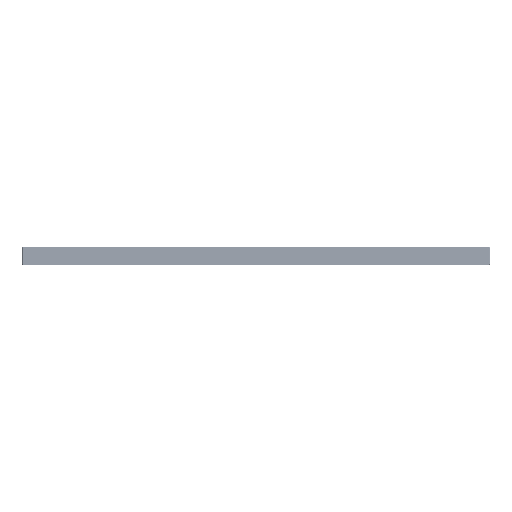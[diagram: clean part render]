
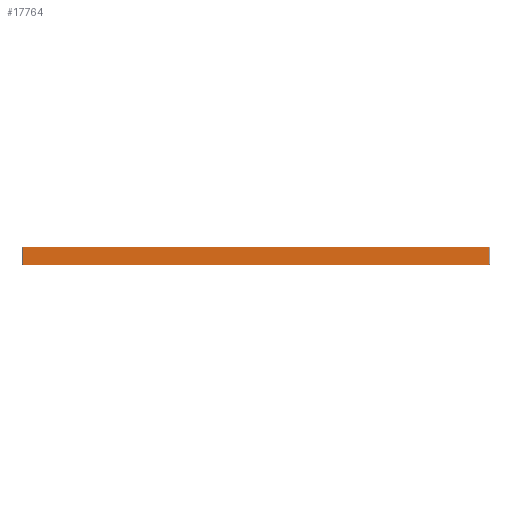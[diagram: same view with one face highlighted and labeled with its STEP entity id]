
A CAD part, front view. The second image highlights one B-rep face of the part: STEP entity #17764.
In plain terms, the highlighted planar face has unit normal (0, -1, 0).
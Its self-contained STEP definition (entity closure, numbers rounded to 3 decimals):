
#11117=FACE_OUTER_BOUND('',#38756,.T.);
#17764=ADVANCED_FACE('',(#11117),#25560,.T.);
#25560=PLANE('',#156099);
#38756=EDGE_LOOP('',(#48487,#48488,#48489,#48490,#48491,#48492,#48493,#48494));
#48487=ORIENTED_EDGE('',*,*,#104019,.T.);
#48488=ORIENTED_EDGE('',*,*,#104020,.F.);
#48489=ORIENTED_EDGE('',*,*,#104021,.T.);
#48490=ORIENTED_EDGE('',*,*,#104022,.T.);
#48491=ORIENTED_EDGE('',*,*,#104023,.T.);
#48492=ORIENTED_EDGE('',*,*,#104024,.F.);
#48493=ORIENTED_EDGE('',*,*,#104025,.T.);
#48494=ORIENTED_EDGE('',*,*,#104026,.T.);
#89855=VERTEX_POINT('',#202711);
#89856=VERTEX_POINT('',#202712);
#89857=VERTEX_POINT('',#202714);
#89858=VERTEX_POINT('',#202716);
#89859=VERTEX_POINT('',#202718);
#89860=VERTEX_POINT('',#202720);
#89861=VERTEX_POINT('',#202722);
#89862=VERTEX_POINT('',#202724);
#104019=EDGE_CURVE('',#89855,#89856,#124609,.T.);
#104020=EDGE_CURVE('',#89857,#89856,#124610,.T.);
#104021=EDGE_CURVE('',#89857,#89858,#124611,.T.);
#104022=EDGE_CURVE('',#89858,#89859,#124612,.T.);
#104023=EDGE_CURVE('',#89859,#89860,#124613,.T.);
#104024=EDGE_CURVE('',#89861,#89860,#124614,.T.);
#104025=EDGE_CURVE('',#89861,#89862,#124615,.T.);
#104026=EDGE_CURVE('',#89862,#89855,#124616,.T.);
#124609=LINE('',#202710,#140377);
#124610=LINE('',#202713,#140378);
#124611=LINE('',#202715,#140379);
#124612=LINE('',#202717,#140380);
#124613=LINE('',#202719,#140381);
#124614=LINE('',#202721,#140382);
#124615=LINE('',#202723,#140383);
#124616=LINE('',#202725,#140384);
#140377=VECTOR('',#166280,1.);
#140378=VECTOR('',#166281,1.);
#140379=VECTOR('',#166282,1.);
#140380=VECTOR('',#166283,1.);
#140381=VECTOR('',#166284,1.);
#140382=VECTOR('',#166285,1.);
#140383=VECTOR('',#166286,1.);
#140384=VECTOR('',#166287,1.);
#156099=AXIS2_PLACEMENT_3D('',#202726,#166288,#166289);
#166280=DIRECTION('',(-1.,0.,0.));
#166281=DIRECTION('',(0.577,0.,0.816));
#166282=DIRECTION('',(0.,0.,-1.));
#166283=DIRECTION('',(0.577,0.,-0.816));
#166284=DIRECTION('',(1.,0.,0.));
#166285=DIRECTION('',(-0.577,0.,-0.816));
#166286=DIRECTION('',(0.,0.,1.));
#166287=DIRECTION('',(-0.577,0.,0.816));
#166288=DIRECTION('',(0.,-1.,0.));
#166289=DIRECTION('',(1.,0.,0.));
#202710=CARTESIAN_POINT('',(-150.,-6.,5.5));
#202711=CARTESIAN_POINT('',(149.3,-6.,5.5));
#202712=CARTESIAN_POINT('',(-149.3,-6.,5.5));
#202713=CARTESIAN_POINT('',(-149.582,-6.,5.101));
#202714=CARTESIAN_POINT('',(-149.5,-6.,5.217));
#202715=CARTESIAN_POINT('',(-149.5,-6.,-5.5));
#202716=CARTESIAN_POINT('',(-149.5,-6.,-5.217));
#202717=CARTESIAN_POINT('',(-154.954,-6.,2.497));
#202718=CARTESIAN_POINT('',(-149.3,-6.,-5.5));
#202719=CARTESIAN_POINT('',(-150.,-6.,-5.5));
#202720=CARTESIAN_POINT('',(149.3,-6.,-5.5));
#202721=CARTESIAN_POINT('',(149.582,-6.,-5.101));
#202722=CARTESIAN_POINT('',(149.5,-6.,-5.217));
#202723=CARTESIAN_POINT('',(149.5,-6.,6.));
#202724=CARTESIAN_POINT('',(149.5,-6.,5.217));
#202725=CARTESIAN_POINT('',(49.298,-6.,146.925));
#202726=CARTESIAN_POINT('',(-150.,-6.,6.));
